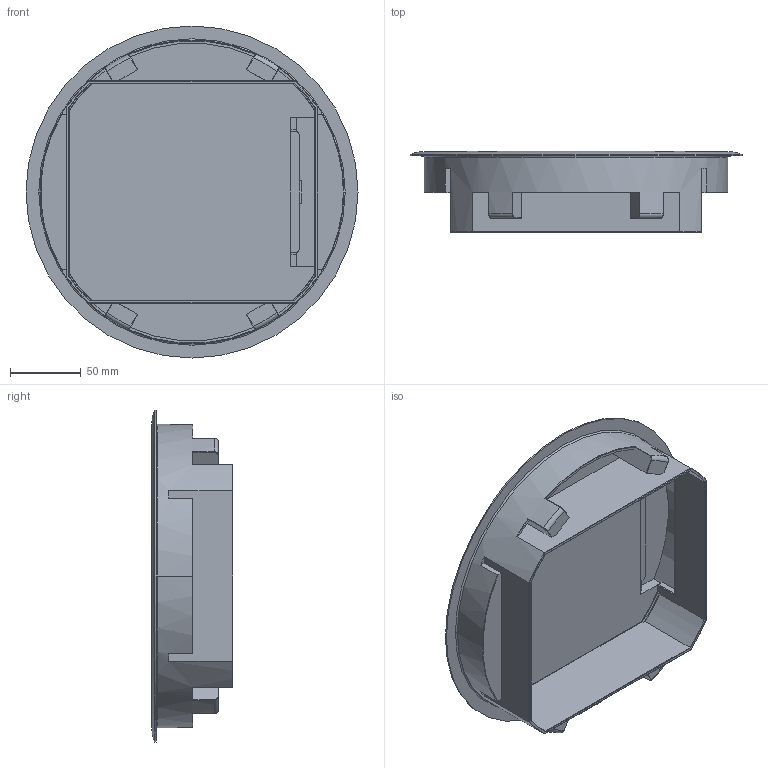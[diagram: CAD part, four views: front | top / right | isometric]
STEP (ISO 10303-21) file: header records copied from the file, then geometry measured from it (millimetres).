
FILE_DESCRIPTION (( 'STEP AP203' ), '1' );
FILE_NAME ('VR0605.STEP', '2022-08-01T13:35:42', ( '' ), ( '' ), 'SwSTEP 2.0', 'SolidWorks 2019', '' );
FILE_SCHEMA (( 'CONFIG_CONTROL_DESIGN' ));
Length unit declared in the file: millimetre
Products named in the file (4): Rahmen VR06 R5; Klappe VR06 R5; VR0605; Schnuraualass VR06
Assembly tree (3 placements, depth 2):
  VR0605
    Rahmen VR06 R5
    Klappe VR06 R5
    Schnuraualass VR06
Bounding box: 234 x 57.3 x 234 mm (x, y, z)
Volume: 334286.2 mm3; surface area: 203300.1 mm2
Topology: 3 solids, 3 shells, 302 faces, 769 edges, 485 vertices
Faces by surface type: plane 135, cylinder 96, torus 37, bspline 28, sphere 4, cone 2
Entity records: 10785 total; most frequent: CARTESIAN_POINT 3366, ORIENTED_EDGE 1534, DIRECTION 1389, EDGE_CURVE 767, VERTEX_POINT 485, AXIS2_PLACEMENT_3D 480, LINE 429, VECTOR 429
